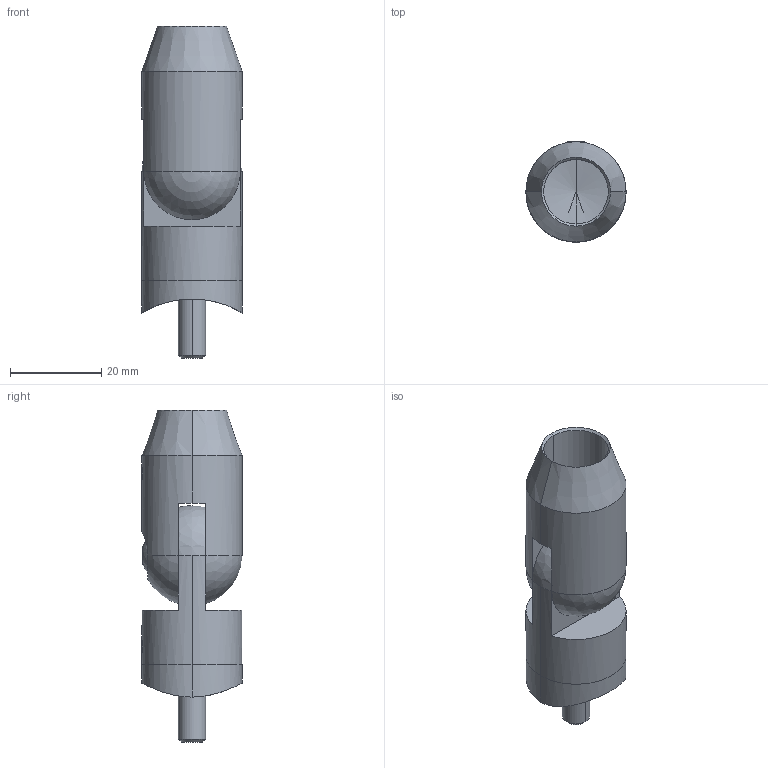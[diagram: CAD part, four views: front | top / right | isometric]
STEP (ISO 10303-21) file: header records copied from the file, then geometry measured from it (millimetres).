
FILE_DESCRIPTION (( 'STEP AP203' ), '1' );
FILE_NAME ('50443-240.step', '2020-09-29T08:23:16', ( '' ), ( '' ), 'SwSTEP 2.0', 'SolidWorks 2018', '' );
FILE_SCHEMA (( 'CONFIG_CONTROL_DESIGN' ));
Length unit declared in the file: millimetre
Products named in the file (16): 50443-240; 5044X-240-XX Teil2; 5044X-240-XX Teil3_50443-240 Teil3; DIN 7380; DIN-7991 M3-M10_DIN7991 M6x25; DIN-7991 M3-M10; 5044X-240-XX Teil1; DIN913; DIN 7380_DIN 7380 M5x12; 5044X-240-XX Teil3; DIN914_DIN 914 M5x5; DIN913_DIN 913 M5x4; DIN914; 5044X-240-XX Teil1_50443-240 Teil1; 5044X-240-XX Teil2_5044X-240-XX Teil2
Assembly tree (11 placements, depth 2):
  50443-240
    DIN914
    DIN 7380
    DIN913
    DIN-7991 M3-M10
  5044X-240-XX Teil2
  5044X-240-XX Teil1
  50443-240
    5044X-240-XX Teil1_50443-240 Teil1
    5044X-240-XX Teil2_5044X-240-XX Teil2
    5044X-240-XX Teil3_50443-240 Teil3
    DIN-7991 M3-M10_DIN7991 M6x25
    DIN914_DIN 914 M5x5
    DIN913_DIN 913 M5x4
    DIN 7380_DIN 7380 M5x12
  5044X-240-XX Teil3
Bounding box: 22 x 22 x 72.92 mm (x, y, z)
Volume: 16546 mm3; surface area: 10869.7 mm2
Topology: 7 solids, 7 shells, 386 faces, 977 edges, 628 vertices
Faces by surface type: plane 171, bspline 94, cylinder 69, cone 45, sphere 5, torus 2
Entity records: 20540 total; most frequent: CARTESIAN_POINT 10306, ORIENTED_EDGE 1914, DIRECTION 1580, EDGE_CURVE 957, VERTEX_POINT 618, AXIS2_PLACEMENT_3D 549, VECTOR 482, LINE 482
